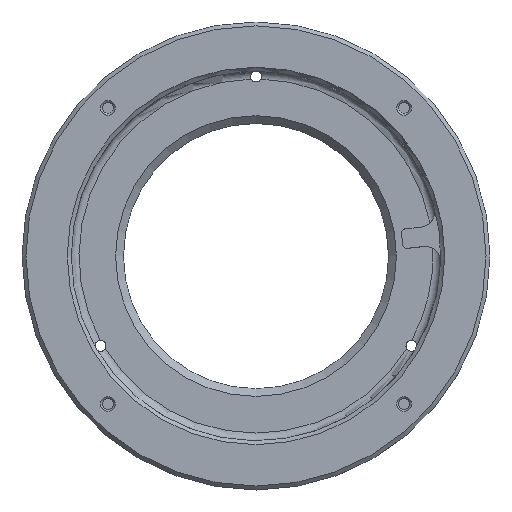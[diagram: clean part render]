
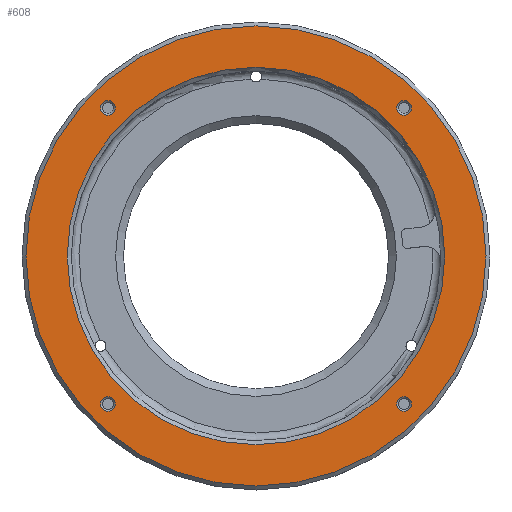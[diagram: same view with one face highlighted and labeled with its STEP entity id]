
A CAD part, top view. The second image highlights one B-rep face of the part: STEP entity #608.
In plain terms, the highlighted planar face has unit normal (0, 0, 1).
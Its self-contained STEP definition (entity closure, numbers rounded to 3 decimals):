
#58=PLANE('',#701);
#166=ORIENTED_EDGE('',*,*,#284,.T.);
#167=ORIENTED_EDGE('',*,*,#287,.T.);
#168=ORIENTED_EDGE('',*,*,#290,.T.);
#169=ORIENTED_EDGE('',*,*,#294,.T.);
#170=ORIENTED_EDGE('',*,*,#295,.T.);
#171=ORIENTED_EDGE('',*,*,#296,.T.);
#284=EDGE_CURVE('',#351,#351,#406,.T.);
#287=EDGE_CURVE('',#354,#354,#409,.T.);
#290=EDGE_CURVE('',#357,#357,#412,.T.);
#294=EDGE_CURVE('',#361,#361,#416,.T.);
#295=EDGE_CURVE('',#362,#362,#417,.F.);
#296=EDGE_CURVE('',#363,#363,#418,.T.);
#351=VERTEX_POINT('',#1078);
#354=VERTEX_POINT('',#1087);
#357=VERTEX_POINT('',#1096);
#361=VERTEX_POINT('',#1108);
#362=VERTEX_POINT('',#1110);
#363=VERTEX_POINT('',#1112);
#406=CIRCLE('',#682,0.95);
#409=CIRCLE('',#688,0.95);
#412=CIRCLE('',#694,0.95);
#416=CIRCLE('',#702,0.95);
#417=CIRCLE('',#703,29.5);
#418=CIRCLE('',#704,24.2);
#472=EDGE_LOOP('',(#166));
#473=EDGE_LOOP('',(#167));
#474=EDGE_LOOP('',(#168));
#475=EDGE_LOOP('',(#169));
#476=EDGE_LOOP('',(#170));
#477=EDGE_LOOP('',(#171));
#546=FACE_BOUND('',#472,.T.);
#547=FACE_BOUND('',#473,.T.);
#548=FACE_BOUND('',#474,.T.);
#549=FACE_BOUND('',#475,.T.);
#550=FACE_BOUND('',#476,.T.);
#551=FACE_BOUND('',#477,.T.);
#608=ADVANCED_FACE('',(#546,#547,#548,#549,#550,#551),#58,.F.);
#682=AXIS2_PLACEMENT_3D('',#1077,#821,#822);
#688=AXIS2_PLACEMENT_3D('',#1086,#833,#834);
#694=AXIS2_PLACEMENT_3D('',#1095,#845,#846);
#701=AXIS2_PLACEMENT_3D('',#1106,#859,#860);
#702=AXIS2_PLACEMENT_3D('',#1107,#861,#862);
#703=AXIS2_PLACEMENT_3D('',#1109,#863,#864);
#704=AXIS2_PLACEMENT_3D('',#1111,#865,#866);
#821=DIRECTION('',(0.,0.,-1.));
#822=DIRECTION('',(0.,1.,0.));
#833=DIRECTION('',(0.,0.,-1.));
#834=DIRECTION('',(1.,0.,0.));
#845=DIRECTION('',(0.,0.,-1.));
#846=DIRECTION('',(0.,-1.,0.));
#859=DIRECTION('',(0.,0.,-1.));
#860=DIRECTION('',(-1.,0.,0.));
#861=DIRECTION('',(0.,0.,-1.));
#862=DIRECTION('',(-1.,0.,0.));
#863=DIRECTION('',(0.,0.,-1.));
#864=DIRECTION('',(-1.,0.,0.));
#865=DIRECTION('',(0.,0.,-1.));
#866=DIRECTION('',(-1.,0.,0.));
#1077=CARTESIAN_POINT('',(18.986,18.986,11.05));
#1078=CARTESIAN_POINT('',(18.986,19.936,11.05));
#1086=CARTESIAN_POINT('',(18.986,-18.986,11.05));
#1087=CARTESIAN_POINT('',(19.936,-18.986,11.05));
#1095=CARTESIAN_POINT('',(-18.986,-18.986,11.05));
#1096=CARTESIAN_POINT('',(-18.986,-19.936,11.05));
#1106=CARTESIAN_POINT('',(0.,0.,11.05));
#1107=CARTESIAN_POINT('',(-18.986,18.986,11.05));
#1108=CARTESIAN_POINT('',(-19.936,18.986,11.05));
#1109=CARTESIAN_POINT('',(0.,0.,11.05));
#1110=CARTESIAN_POINT('',(-29.5,0.,11.05));
#1111=CARTESIAN_POINT('',(0.,0.,11.05));
#1112=CARTESIAN_POINT('',(-24.2,0.,11.05));
